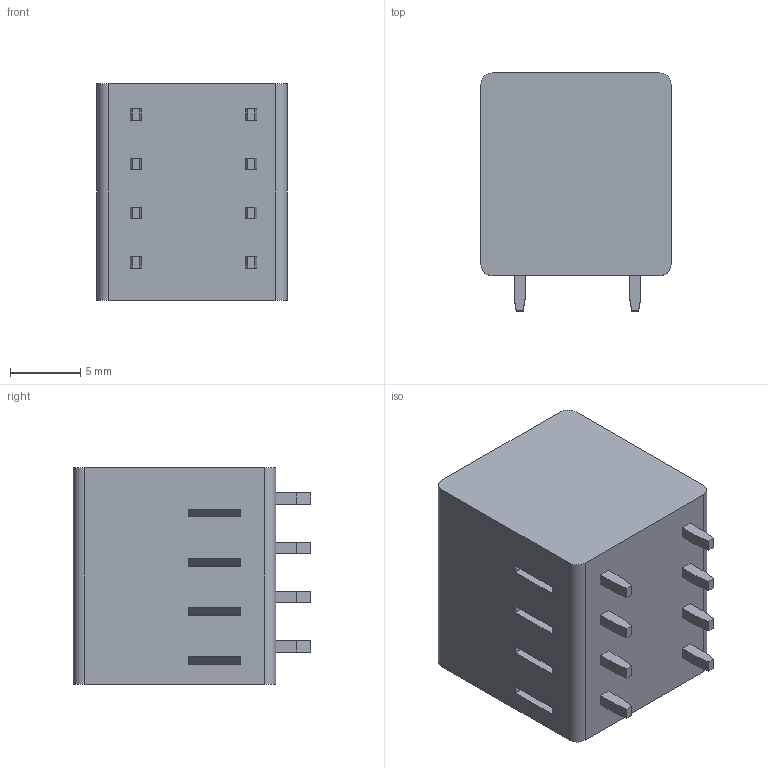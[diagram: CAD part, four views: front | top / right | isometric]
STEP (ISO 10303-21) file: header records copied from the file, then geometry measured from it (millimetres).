
FILE_DESCRIPTION((''),'2;1');
FILE_NAME('PRT0005','2024-09-24T',('sj'),(''),'PRO/ENGINEER BY PARAMETRIC TECHNOLOGY CORPORATION, 2013240','PRO/ENGINEER BY PARAMETRIC TECHNOLOGY CORPORATION, 2013240','');
FILE_SCHEMA(('AUTOMOTIVE_DESIGN_CC2 { 1 2 10303 214 -1 1 5 2 }'));
Length unit declared in the file: millimetre
Products named in the file (1): PRT0005
Bounding box: 13.5 x 16.9 x 15.4 mm (x, y, z)
Volume: 2875.5 mm3; surface area: 1448.4 mm2
Topology: 1 solids, 1 shells, 276 faces, 680 edges, 434 vertices
Faces by surface type: plane 150, cylinder 86, bspline 20, torus 12, cone 8
Entity records: 8996 total; most frequent: CARTESIAN_POINT 2554, ORIENTED_EDGE 1360, DIRECTION 1274, EDGE_CURVE 680, VERTEX_POINT 434, AXIS2_PLACEMENT_3D 428, VECTOR 418, LINE 418
